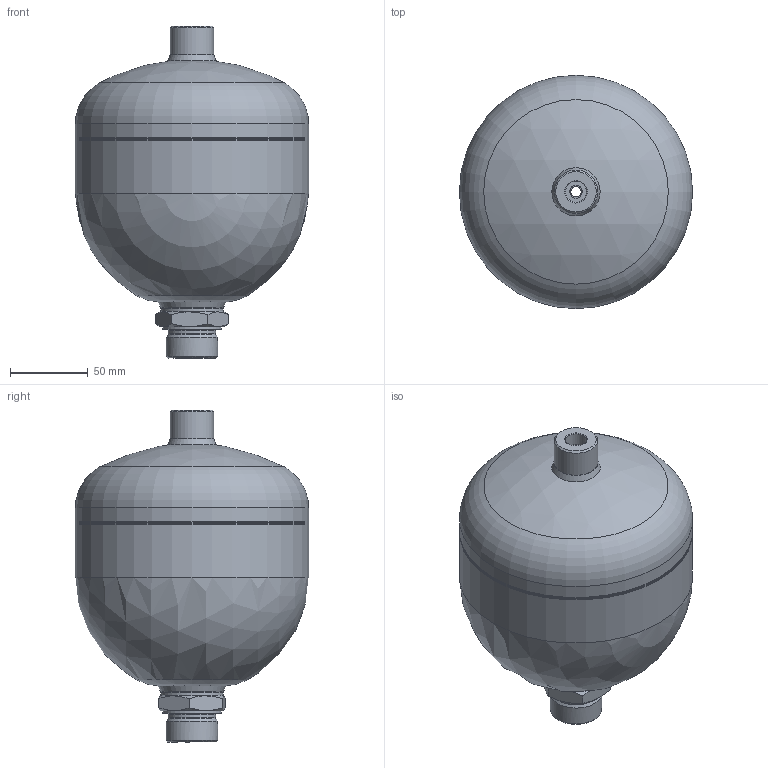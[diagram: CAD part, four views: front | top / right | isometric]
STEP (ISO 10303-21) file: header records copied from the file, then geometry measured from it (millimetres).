
FILE_DESCRIPTION((''),'2;1');
FILE_NAME('02206-01546.stp','2018-08-23T12:40:09',('M.Michel'),(''),'Autodesk Inventor 2010','Autodesk Inventor 2010','');
FILE_SCHEMA(('AUTOMOTIVE_DESIGN { 1 0 10303 214 1 1 1 1 }'));
Length unit declared in the file: millimetre
Products named in the file (6): 02206-01546; Welds_1; 42202-00281; 42106-00236; 42106-00140; 42205-00607
Assembly tree (5 placements, depth 2):
  02206-01546
    Welds_1
    42202-00281
    42106-00236
    42106-00140
    42205-00607
Bounding box: 150 x 150 x 213.52 mm (x, y, z)
Volume: 629800.9 mm3; surface area: 172395.1 mm2
Topology: 7 solids, 7 shells, 81 faces, 172 edges, 103 vertices
Faces by surface type: cone 24, cylinder 18, plane 15, bspline 14, sphere 5, torus 5
Full cylindrical faces by diameter (mm): 8.5 x1, 28 x2, 30.7 x1, 33 x1, 38 x1, 40 x2, 134 x2, 134.2 x1, 134.35 x1, 135.6 x1, 150 x5
Entity records: 2249 total; most frequent: CARTESIAN_POINT 651, DIRECTION 322, ORIENTED_EDGE 196, AXIS2_PLACEMENT_3D 158, EDGE_LOOP 156, EDGE_CURVE 98, VERTEX_POINT 92, FACE_OUTER_BOUND 81
